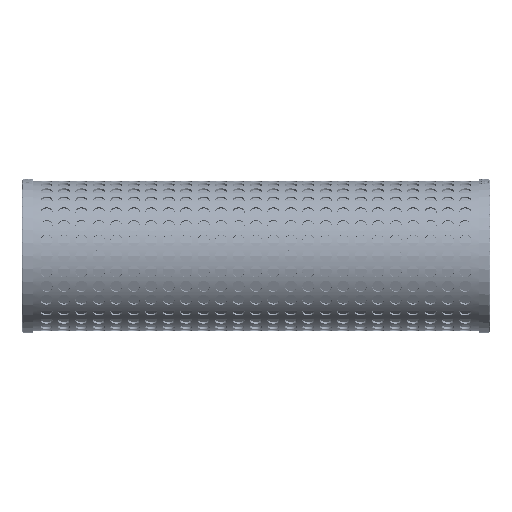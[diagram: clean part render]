
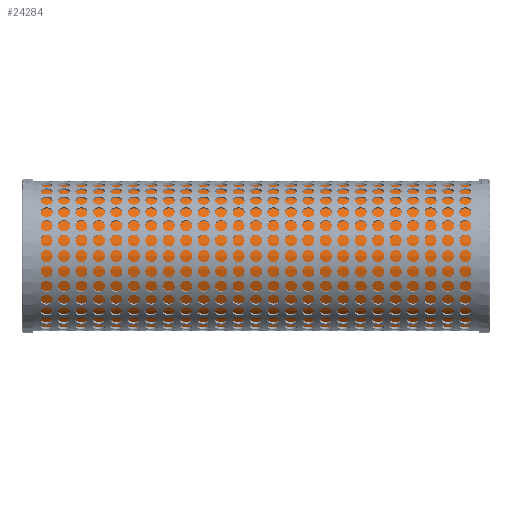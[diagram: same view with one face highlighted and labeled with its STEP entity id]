
A CAD part, front view. The second image highlights one B-rep face of the part: STEP entity #24284.
In plain terms, the highlighted cylindrical face has radius 38.202 mm (diameter 76.403 mm), a full revolution.
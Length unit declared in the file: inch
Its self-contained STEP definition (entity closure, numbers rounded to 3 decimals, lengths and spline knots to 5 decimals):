
#802=CYLINDRICAL_SURFACE('',#25333,1.504);
#4014=FACE_BOUND('',#8384,.T.);
#5062=FACE_OUTER_BOUND('',#8383,.T.);
#8383=EDGE_LOOP('',(#23233));
#8384=EDGE_LOOP('',(#23234));
#11107=CIRCLE('',#25327,1.504);
#11110=CIRCLE('',#25332,1.504);
#13955=VERTEX_POINT('',#89838);
#13958=VERTEX_POINT('',#89846);
#17047=EDGE_CURVE('',#13955,#13955,#11107,.T.);
#17050=EDGE_CURVE('',#13958,#13958,#11110,.T.);
#23233=ORIENTED_EDGE('',*,*,#17047,.F.);
#23234=ORIENTED_EDGE('',*,*,#17050,.T.);
#24284=ADVANCED_FACE('',(#5062,#4014),#802,.T.);
#25327=AXIS2_PLACEMENT_3D('',#89839,#27734,#27735);
#25332=AXIS2_PLACEMENT_3D('',#89847,#27744,#27745);
#25333=AXIS2_PLACEMENT_3D('',#89848,#27746,#27747);
#27734=DIRECTION('center_axis',(1.,0.,0.));
#27735=DIRECTION('ref_axis',(0.,0.,-1.));
#27744=DIRECTION('center_axis',(1.,0.,0.));
#27745=DIRECTION('ref_axis',(0.,0.,-1.));
#27746=DIRECTION('center_axis',(1.,0.,0.));
#27747=DIRECTION('ref_axis',(0.,1.,0.));
#89838=CARTESIAN_POINT('',(9.68,1.504,0.));
#89839=CARTESIAN_POINT('Origin',(9.68,0.,0.));
#89846=CARTESIAN_POINT('',(0.04,1.504,0.));
#89847=CARTESIAN_POINT('Origin',(0.04,0.,0.));
#89848=CARTESIAN_POINT('Origin',(4.86,0.,0.));
